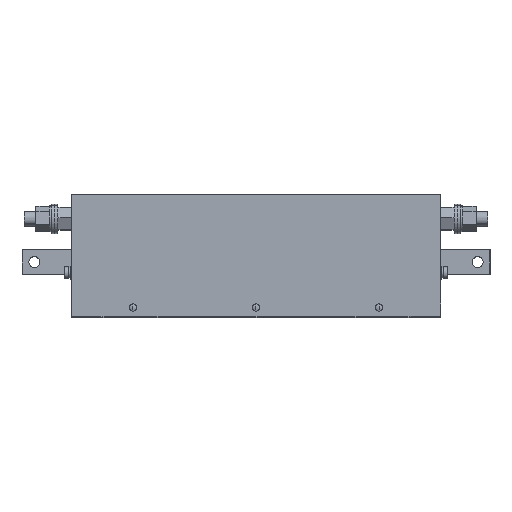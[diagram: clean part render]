
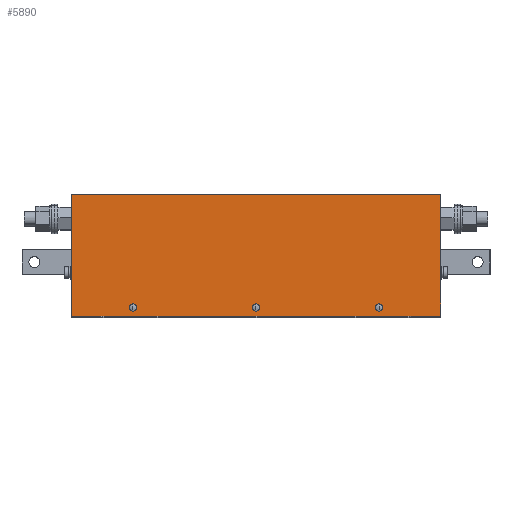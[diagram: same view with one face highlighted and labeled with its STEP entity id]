
A CAD part, top view. The second image highlights one B-rep face of the part: STEP entity #5890.
In plain terms, the highlighted planar face has unit normal (0, 0, 1).
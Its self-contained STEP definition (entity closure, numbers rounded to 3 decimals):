
#91 = AXIS2_PLACEMENT_3D ( 'NONE', #6585, #5417, #926 ) ;
#185 = AXIS2_PLACEMENT_3D ( 'NONE', #2444, #4742, #6368 ) ;
#209 = DIRECTION ( 'NONE',  ( -1., 0., 0. ) ) ;
#468 = CARTESIAN_POINT ( 'NONE',  ( -97., 7., 105. ) ) ;
#573 = VERTEX_POINT ( 'NONE', #4813 ) ;
#592 = VECTOR ( 'NONE', #4449, 1000. ) ;
#623 = DIRECTION ( 'NONE',  ( -1., 0., 0. ) ) ;
#674 = ORIENTED_EDGE ( 'NONE', *, *, #6643, .F. ) ;
#717 = CARTESIAN_POINT ( 'NONE',  ( 150., 0., 105. ) ) ;
#751 = EDGE_CURVE ( 'NONE', #1317, #3686, #1950, .T. ) ;
#762 = VERTEX_POINT ( 'NONE', #1534 ) ;
#926 = DIRECTION ( 'NONE',  ( -1., 0., 0. ) ) ;
#979 = CARTESIAN_POINT ( 'NONE',  ( 150., 0., 105. ) ) ;
#1021 = CARTESIAN_POINT ( 'NONE',  ( -103., 7., 105. ) ) ;
#1058 = ORIENTED_EDGE ( 'NONE', *, *, #5936, .T. ) ;
#1103 = VERTEX_POINT ( 'NONE', #468 ) ;
#1163 = CARTESIAN_POINT ( 'NONE',  ( -150., 0., 105. ) ) ;
#1273 = CIRCLE ( 'NONE', #185, 3. ) ;
#1287 = LINE ( 'NONE', #717, #5721 ) ;
#1317 = VERTEX_POINT ( 'NONE', #7438 ) ;
#1378 = VERTEX_POINT ( 'NONE', #5967 ) ;
#1519 = AXIS2_PLACEMENT_3D ( 'NONE', #6815, #2856, #1649 ) ;
#1534 = CARTESIAN_POINT ( 'NONE',  ( 150., 99., 105. ) ) ;
#1536 = CIRCLE ( 'NONE', #2500, 3. ) ;
#1649 = DIRECTION ( 'NONE',  ( -1., 0., 0. ) ) ;
#1779 = CARTESIAN_POINT ( 'NONE',  ( 3., 7., 105. ) ) ;
#1950 = CIRCLE ( 'NONE', #2915, 3. ) ;
#1978 = AXIS2_PLACEMENT_3D ( 'NONE', #1981, #5938, #209 ) ;
#1981 = CARTESIAN_POINT ( 'NONE',  ( 0., 7., 105. ) ) ;
#1982 = ORIENTED_EDGE ( 'NONE', *, *, #2024, .F. ) ;
#2024 = EDGE_CURVE ( 'NONE', #5518, #1378, #1536, .T. ) ;
#2073 = ORIENTED_EDGE ( 'NONE', *, *, #3225, .F. ) ;
#2148 = CARTESIAN_POINT ( 'NONE',  ( 150., 99., 105. ) ) ;
#2153 = EDGE_LOOP ( 'NONE', ( #2073, #7005 ) ) ;
#2294 = PLANE ( 'NONE',  #6484 ) ;
#2444 = CARTESIAN_POINT ( 'NONE',  ( 100., 7., 105. ) ) ;
#2473 = CARTESIAN_POINT ( 'NONE',  ( -150., 99., 105. ) ) ;
#2480 = CIRCLE ( 'NONE', #1519, 3. ) ;
#2500 = AXIS2_PLACEMENT_3D ( 'NONE', #3567, #3001, #623 ) ;
#2856 = DIRECTION ( 'NONE',  ( 0., 0., 1. ) ) ;
#2902 = ORIENTED_EDGE ( 'NONE', *, *, #4225, .F. ) ;
#2915 = AXIS2_PLACEMENT_3D ( 'NONE', #3307, #3795, #3944 ) ;
#2991 = ORIENTED_EDGE ( 'NONE', *, *, #2997, .F. ) ;
#2997 = EDGE_CURVE ( 'NONE', #3686, #1317, #1273, .T. ) ;
#3001 = DIRECTION ( 'NONE',  ( 0., 0., 1. ) ) ;
#3173 = LINE ( 'NONE', #979, #4502 ) ;
#3225 = EDGE_CURVE ( 'NONE', #1103, #4318, #2480, .T. ) ;
#3287 = DIRECTION ( 'NONE',  ( -1., 0., 0. ) ) ;
#3307 = CARTESIAN_POINT ( 'NONE',  ( 100., 7., 105. ) ) ;
#3320 = FACE_BOUND ( 'NONE', #4503, .T. ) ;
#3451 = VERTEX_POINT ( 'NONE', #6392 ) ;
#3469 = DIRECTION ( 'NONE',  ( 0., 0., -1. ) ) ;
#3567 = CARTESIAN_POINT ( 'NONE',  ( 0., 7., 105. ) ) ;
#3657 = DIRECTION ( 'NONE',  ( 0., -1., 0. ) ) ;
#3686 = VERTEX_POINT ( 'NONE', #5027 ) ;
#3795 = DIRECTION ( 'NONE',  ( 0., 0., 1. ) ) ;
#3879 = DIRECTION ( 'NONE',  ( 0., -1., 0. ) ) ;
#3944 = DIRECTION ( 'NONE',  ( -1., 0., 0. ) ) ;
#4090 = EDGE_LOOP ( 'NONE', ( #1982, #674 ) ) ;
#4222 = EDGE_LOOP ( 'NONE', ( #5194, #2902, #4559, #1058 ) ) ;
#4225 = EDGE_CURVE ( 'NONE', #573, #3451, #3173, .T. ) ;
#4306 = ORIENTED_EDGE ( 'NONE', *, *, #751, .F. ) ;
#4318 = VERTEX_POINT ( 'NONE', #1021 ) ;
#4334 = FACE_BOUND ( 'NONE', #2153, .T. ) ;
#4449 = DIRECTION ( 'NONE',  ( -1., 0., 0. ) ) ;
#4502 = VECTOR ( 'NONE', #3287, 1000. ) ;
#4503 = EDGE_LOOP ( 'NONE', ( #4306, #2991 ) ) ;
#4524 = FACE_OUTER_BOUND ( 'NONE', #4222, .T. ) ;
#4559 = ORIENTED_EDGE ( 'NONE', *, *, #6898, .F. ) ;
#4742 = DIRECTION ( 'NONE',  ( 0., 0., 1. ) ) ;
#4813 = CARTESIAN_POINT ( 'NONE',  ( 150., 0., 105. ) ) ;
#4891 = FACE_BOUND ( 'NONE', #4090, .T. ) ;
#5027 = CARTESIAN_POINT ( 'NONE',  ( 97., 7., 105. ) ) ;
#5117 = LINE ( 'NONE', #1163, #7334 ) ;
#5194 = ORIENTED_EDGE ( 'NONE', *, *, #5922, .T. ) ;
#5417 = DIRECTION ( 'NONE',  ( 0., 0., 1. ) ) ;
#5518 = VERTEX_POINT ( 'NONE', #1779 ) ;
#5654 = LINE ( 'NONE', #2148, #592 ) ;
#5721 = VECTOR ( 'NONE', #3657, 1000. ) ;
#5732 = DIRECTION ( 'NONE',  ( -1., 0., 0. ) ) ;
#5890 = ADVANCED_FACE ( 'NONE', ( #4891, #4334, #3320, #4524 ), #2294, .F. ) ;
#5922 = EDGE_CURVE ( 'NONE', #6525, #3451, #5117, .T. ) ;
#5936 = EDGE_CURVE ( 'NONE', #762, #6525, #5654, .T. ) ;
#5938 = DIRECTION ( 'NONE',  ( 0., 0., 1. ) ) ;
#5967 = CARTESIAN_POINT ( 'NONE',  ( -3., 7., 105. ) ) ;
#6268 = EDGE_CURVE ( 'NONE', #4318, #1103, #6471, .T. ) ;
#6332 = CARTESIAN_POINT ( 'NONE',  ( 150., 0., 105. ) ) ;
#6368 = DIRECTION ( 'NONE',  ( -1., 0., 0. ) ) ;
#6392 = CARTESIAN_POINT ( 'NONE',  ( -150., 0., 105. ) ) ;
#6471 = CIRCLE ( 'NONE', #91, 3. ) ;
#6484 = AXIS2_PLACEMENT_3D ( 'NONE', #6332, #3469, #5732 ) ;
#6525 = VERTEX_POINT ( 'NONE', #2473 ) ;
#6585 = CARTESIAN_POINT ( 'NONE',  ( -100., 7., 105. ) ) ;
#6643 = EDGE_CURVE ( 'NONE', #1378, #5518, #7152, .T. ) ;
#6815 = CARTESIAN_POINT ( 'NONE',  ( -100., 7., 105. ) ) ;
#6898 = EDGE_CURVE ( 'NONE', #762, #573, #1287, .T. ) ;
#7005 = ORIENTED_EDGE ( 'NONE', *, *, #6268, .F. ) ;
#7152 = CIRCLE ( 'NONE', #1978, 3. ) ;
#7334 = VECTOR ( 'NONE', #3879, 1000. ) ;
#7438 = CARTESIAN_POINT ( 'NONE',  ( 103., 7., 105. ) ) ;
